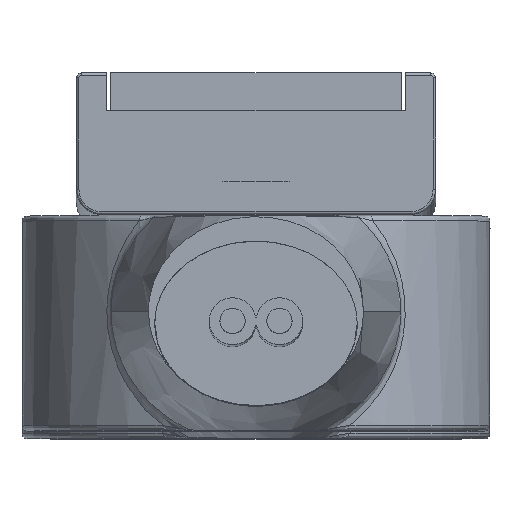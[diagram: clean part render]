
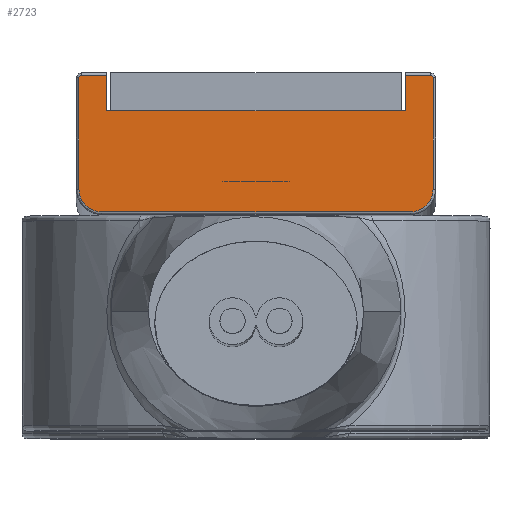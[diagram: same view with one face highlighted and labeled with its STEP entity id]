
A CAD part, top view. The second image highlights one B-rep face of the part: STEP entity #2723.
In plain terms, the highlighted planar face has unit normal (0, 0, 1).
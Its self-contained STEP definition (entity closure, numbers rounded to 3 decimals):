
#26 = CIRCLE ( 'NONE', #878, 0.1 ) ;
#122 = CARTESIAN_POINT ( 'NONE',  ( -6.1, 4., 141.75 ) ) ;
#162 = DIRECTION ( 'NONE',  ( 0., 0., 1. ) ) ;
#178 = CARTESIAN_POINT ( 'NONE',  ( -6.9, -1.3, 141.75 ) ) ;
#185 = LINE ( 'NONE', #122, #4391 ) ;
#210 = VECTOR ( 'NONE', #3022, 1000. ) ;
#226 = ORIENTED_EDGE ( 'NONE', *, *, #5542, .T. ) ;
#278 = AXIS2_PLACEMENT_3D ( 'NONE', #3224, #429, #2672 ) ;
#372 = CARTESIAN_POINT ( 'NONE',  ( -7., -1.3, 141.75 ) ) ;
#429 = DIRECTION ( 'NONE',  ( 0., 0., 1. ) ) ;
#471 = EDGE_CURVE ( 'NONE', #1668, #3671, #2066, .T. ) ;
#557 = CARTESIAN_POINT ( 'NONE',  ( 5.9, 0., 141.75 ) ) ;
#577 = AXIS2_PLACEMENT_3D ( 'NONE', #4013, #162, #3208 ) ;
#697 = ORIENTED_EDGE ( 'NONE', *, *, #6677, .T. ) ;
#765 = ORIENTED_EDGE ( 'NONE', *, *, #4727, .T. ) ;
#811 = DIRECTION ( 'NONE',  ( 1., 0., 0. ) ) ;
#878 = AXIS2_PLACEMENT_3D ( 'NONE', #5805, #9604, #5078 ) ;
#889 = VERTEX_POINT ( 'NONE', #5123 ) ;
#1087 = EDGE_CURVE ( 'NONE', #6118, #1668, #6584, .T. ) ;
#1198 = LINE ( 'NONE', #3480, #5977 ) ;
#1284 = FACE_OUTER_BOUND ( 'NONE', #3101, .T. ) ;
#1471 = ORIENTED_EDGE ( 'NONE', *, *, #4316, .T. ) ;
#1598 = CARTESIAN_POINT ( 'NONE',  ( 6.9, -1.4, 141.75 ) ) ;
#1668 = VERTEX_POINT ( 'NONE', #5899 ) ;
#1897 = CARTESIAN_POINT ( 'NONE',  ( 6.1, 3.1, 141.75 ) ) ;
#2066 = CIRCLE ( 'NONE', #6510, 0.9 ) ;
#2105 = ORIENTED_EDGE ( 'NONE', *, *, #7520, .T. ) ;
#2485 = VECTOR ( 'NONE', #7979, 1000. ) ;
#2559 = ORIENTED_EDGE ( 'NONE', *, *, #3423, .T. ) ;
#2672 = DIRECTION ( 'NONE',  ( 1., 0., 0. ) ) ;
#2675 = VECTOR ( 'NONE', #5667, 1000. ) ;
#2678 = DIRECTION ( 'NONE',  ( 1., 0., 0. ) ) ;
#2723 = ADVANCED_FACE ( 'NONE', ( #1284 ), #8461, .T. ) ;
#2737 = CARTESIAN_POINT ( 'NONE',  ( -5.9, 0., 141.75 ) ) ;
#2856 = CARTESIAN_POINT ( 'NONE',  ( 6.1, 4., 141.75 ) ) ;
#2917 = VERTEX_POINT ( 'NONE', #4333 ) ;
#3022 = DIRECTION ( 'NONE',  ( 1., 0., 0. ) ) ;
#3094 = ORIENTED_EDGE ( 'NONE', *, *, #3233, .T. ) ;
#3101 = EDGE_LOOP ( 'NONE', ( #226, #6744, #2105, #5909, #9232, #2559, #1471, #3094, #9149, #7271, #697, #765 ) ) ;
#3208 = DIRECTION ( 'NONE',  ( 1., 0., 0. ) ) ;
#3224 = CARTESIAN_POINT ( 'NONE',  ( -6.1, 3.1, 141.75 ) ) ;
#3233 = EDGE_CURVE ( 'NONE', #6181, #9397, #3814, .T. ) ;
#3423 = EDGE_CURVE ( 'NONE', #3671, #889, #185, .T. ) ;
#3480 = CARTESIAN_POINT ( 'NONE',  ( 5.9, 0., 141.75 ) ) ;
#3482 = EDGE_CURVE ( 'NONE', #9397, #4159, #4381, .T. ) ;
#3605 = VERTEX_POINT ( 'NONE', #5814 ) ;
#3671 = VERTEX_POINT ( 'NONE', #2856 ) ;
#3806 = CARTESIAN_POINT ( 'NONE',  ( -6.9, -1.4, 141.75 ) ) ;
#3814 = LINE ( 'NONE', #372, #2675 ) ;
#3826 = AXIS2_PLACEMENT_3D ( 'NONE', #178, #5614, #8711 ) ;
#4013 = CARTESIAN_POINT ( 'NONE',  ( 6.9, -1.3, 141.75 ) ) ;
#4117 = DIRECTION ( 'NONE',  ( 0., 0., 1. ) ) ;
#4159 = VERTEX_POINT ( 'NONE', #3806 ) ;
#4219 = EDGE_CURVE ( 'NONE', #4159, #7432, #5171, .T. ) ;
#4316 = EDGE_CURVE ( 'NONE', #889, #6181, #7312, .T. ) ;
#4333 = CARTESIAN_POINT ( 'NONE',  ( -5.9, 0., 141.75 ) ) ;
#4372 = DIRECTION ( 'NONE',  ( 1., 0., 0. ) ) ;
#4381 = CIRCLE ( 'NONE', #3826, 0.1 ) ;
#4391 = VECTOR ( 'NONE', #4556, 1000. ) ;
#4454 = VERTEX_POINT ( 'NONE', #8437 ) ;
#4522 = CARTESIAN_POINT ( 'NONE',  ( 7., -1.3, 141.75 ) ) ;
#4556 = DIRECTION ( 'NONE',  ( -1., 0., 0. ) ) ;
#4659 = LINE ( 'NONE', #1598, #210 ) ;
#4727 = EDGE_CURVE ( 'NONE', #2917, #5626, #6005, .T. ) ;
#4805 = VECTOR ( 'NONE', #4372, 1000. ) ;
#4948 = CARTESIAN_POINT ( 'NONE',  ( -5.9, -1.5, 141.75 ) ) ;
#5078 = DIRECTION ( 'NONE',  ( 1., 0., 0. ) ) ;
#5123 = CARTESIAN_POINT ( 'NONE',  ( -6.1, 4., 141.75 ) ) ;
#5171 = LINE ( 'NONE', #8990, #9514 ) ;
#5542 = EDGE_CURVE ( 'NONE', #5626, #4454, #1198, .T. ) ;
#5614 = DIRECTION ( 'NONE',  ( 0., 0., 1. ) ) ;
#5626 = VERTEX_POINT ( 'NONE', #557 ) ;
#5667 = DIRECTION ( 'NONE',  ( 0., -1., 0. ) ) ;
#5805 = CARTESIAN_POINT ( 'NONE',  ( 6.9, -1.3, 141.75 ) ) ;
#5814 = CARTESIAN_POINT ( 'NONE',  ( 6.9, -1.4, 141.75 ) ) ;
#5899 = CARTESIAN_POINT ( 'NONE',  ( 7., 3.1, 141.75 ) ) ;
#5909 = ORIENTED_EDGE ( 'NONE', *, *, #1087, .T. ) ;
#5946 = DIRECTION ( 'NONE',  ( 0., 1., 0. ) ) ;
#5977 = VECTOR ( 'NONE', #7325, 1000. ) ;
#6005 = LINE ( 'NONE', #2737, #4805 ) ;
#6101 = VECTOR ( 'NONE', #5946, 1000. ) ;
#6118 = VERTEX_POINT ( 'NONE', #4522 ) ;
#6181 = VERTEX_POINT ( 'NONE', #7133 ) ;
#6398 = EDGE_CURVE ( 'NONE', #4454, #3605, #4659, .T. ) ;
#6431 = CARTESIAN_POINT ( 'NONE',  ( -5.9, -1.4, 141.75 ) ) ;
#6432 = LINE ( 'NONE', #4948, #2485 ) ;
#6510 = AXIS2_PLACEMENT_3D ( 'NONE', #1897, #4117, #2678 ) ;
#6584 = LINE ( 'NONE', #9053, #6101 ) ;
#6677 = EDGE_CURVE ( 'NONE', #7432, #2917, #6432, .T. ) ;
#6744 = ORIENTED_EDGE ( 'NONE', *, *, #6398, .T. ) ;
#7133 = CARTESIAN_POINT ( 'NONE',  ( -7., 3.1, 141.75 ) ) ;
#7271 = ORIENTED_EDGE ( 'NONE', *, *, #4219, .T. ) ;
#7312 = CIRCLE ( 'NONE', #278, 0.9 ) ;
#7325 = DIRECTION ( 'NONE',  ( 0., -1., 0. ) ) ;
#7432 = VERTEX_POINT ( 'NONE', #6431 ) ;
#7520 = EDGE_CURVE ( 'NONE', #3605, #6118, #26, .T. ) ;
#7979 = DIRECTION ( 'NONE',  ( 0., 1., 0. ) ) ;
#8437 = CARTESIAN_POINT ( 'NONE',  ( 5.9, -1.4, 141.75 ) ) ;
#8461 = PLANE ( 'NONE',  #577 ) ;
#8711 = DIRECTION ( 'NONE',  ( 1., 0., 0. ) ) ;
#8990 = CARTESIAN_POINT ( 'NONE',  ( -5.9, -1.4, 141.75 ) ) ;
#9053 = CARTESIAN_POINT ( 'NONE',  ( 7., 3.1, 141.75 ) ) ;
#9149 = ORIENTED_EDGE ( 'NONE', *, *, #3482, .T. ) ;
#9222 = CARTESIAN_POINT ( 'NONE',  ( -7., -1.3, 141.75 ) ) ;
#9232 = ORIENTED_EDGE ( 'NONE', *, *, #471, .T. ) ;
#9397 = VERTEX_POINT ( 'NONE', #9222 ) ;
#9514 = VECTOR ( 'NONE', #811, 1000. ) ;
#9604 = DIRECTION ( 'NONE',  ( 0., 0., 1. ) ) ;
